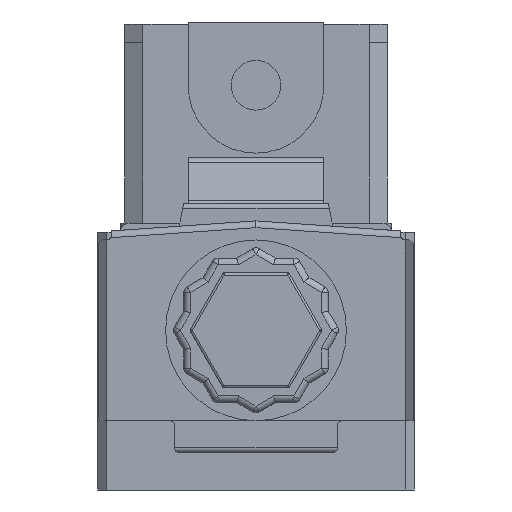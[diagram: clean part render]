
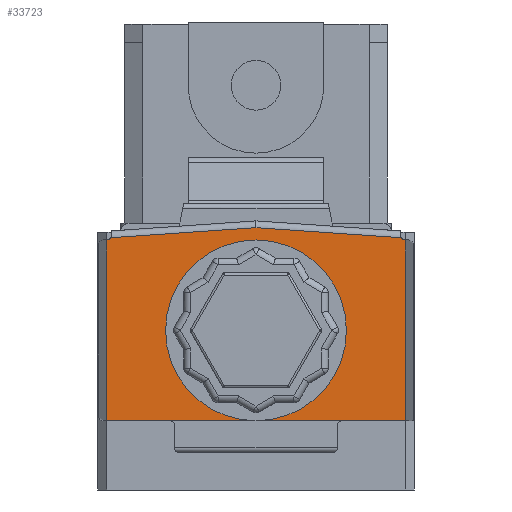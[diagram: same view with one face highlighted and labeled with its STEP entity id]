
A CAD part, left-side view. The second image highlights one B-rep face of the part: STEP entity #33723.
In plain terms, the highlighted planar face has unit normal (-1, 0, 0).
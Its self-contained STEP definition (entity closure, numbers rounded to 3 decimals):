
#360 = CARTESIAN_POINT ( 'NONE',  ( -93.5, -33., -14.2 ) ) ;
#501 = CARTESIAN_POINT ( 'NONE',  ( -93.5, 0.104, 28.518 ) ) ;
#741 = CIRCLE ( 'NONE', #25242, 20. ) ;
#1210 = CARTESIAN_POINT ( 'NONE',  ( -93.5, -33., 26.8 ) ) ;
#1841 = VECTOR ( 'NONE', #12398, 1000. ) ;
#1931 = DIRECTION ( 'NONE',  ( 0., -1., 0. ) ) ;
#2062 = DIRECTION ( 'NONE',  ( 0., -1., 0. ) ) ;
#2562 = EDGE_CURVE ( 'NONE', #32917, #28688, #29711, .T. ) ;
#3312 = LINE ( 'NONE', #501, #7701 ) ;
#3559 = CARTESIAN_POINT ( 'NONE',  ( -93.5, 0., 28.511 ) ) ;
#4005 = DIRECTION ( 'NONE',  ( 0., 0.998, -0.069 ) ) ;
#4288 = ORIENTED_EDGE ( 'NONE', *, *, #2562, .T. ) ;
#4554 = ORIENTED_EDGE ( 'NONE', *, *, #23936, .T. ) ;
#4666 = VERTEX_POINT ( 'NONE', #3559 ) ;
#4700 = DIRECTION ( 'NONE',  ( 1., 0., 0. ) ) ;
#4794 = ORIENTED_EDGE ( 'NONE', *, *, #20685, .F. ) ;
#5129 = AXIS2_PLACEMENT_3D ( 'NONE', #23807, #17654, #20631 ) ;
#5303 = VERTEX_POINT ( 'NONE', #15823 ) ;
#6755 = EDGE_CURVE ( 'NONE', #5303, #28688, #13826, .T. ) ;
#6840 = ORIENTED_EDGE ( 'NONE', *, *, #35231, .T. ) ;
#6896 = CARTESIAN_POINT ( 'NONE',  ( -93.5, 32.142, 26.287 ) ) ;
#7108 = DIRECTION ( 'NONE',  ( -1., 0., 0. ) ) ;
#7187 = EDGE_CURVE ( 'NONE', #4666, #25788, #27209, .T. ) ;
#7276 = VECTOR ( 'NONE', #16985, 1000. ) ;
#7629 = DIRECTION ( 'NONE',  ( 0., 0., 1. ) ) ;
#7701 = VECTOR ( 'NONE', #34763, 1000. ) ;
#8759 = VECTOR ( 'NONE', #16008, 1000. ) ;
#8814 = VERTEX_POINT ( 'NONE', #21548 ) ;
#8981 = ORIENTED_EDGE ( 'NONE', *, *, #6755, .T. ) ;
#9461 = ORIENTED_EDGE ( 'NONE', *, *, #10664, .T. ) ;
#10664 = EDGE_CURVE ( 'NONE', #8814, #4666, #3312, .T. ) ;
#12398 = DIRECTION ( 'NONE',  ( 0., 0., 1. ) ) ;
#12694 = VECTOR ( 'NONE', #4005, 1000. ) ;
#12989 = CARTESIAN_POINT ( 'NONE',  ( -93.5, 31.896, 26.304 ) ) ;
#13586 = AXIS2_PLACEMENT_3D ( 'NONE', #29689, #21410, #1931 ) ;
#13826 = LINE ( 'NONE', #22764, #7276 ) ;
#14345 = CARTESIAN_POINT ( 'NONE',  ( -93.5, 0., 25.8 ) ) ;
#14646 = CIRCLE ( 'NONE', #25380, 1. ) ;
#14706 = ORIENTED_EDGE ( 'NONE', *, *, #21736, .T. ) ;
#15823 = CARTESIAN_POINT ( 'NONE',  ( -93.5, 33., -14.2 ) ) ;
#16008 = DIRECTION ( 'NONE',  ( 0., -1., 0. ) ) ;
#16153 = ORIENTED_EDGE ( 'NONE', *, *, #37036, .T. ) ;
#16500 = ORIENTED_EDGE ( 'NONE', *, *, #7187, .T. ) ;
#16985 = DIRECTION ( 'NONE',  ( 0., -1., 0. ) ) ;
#17654 = DIRECTION ( 'NONE',  ( 1., 0., 0. ) ) ;
#20580 = VECTOR ( 'NONE', #7629, 1000. ) ;
#20631 = DIRECTION ( 'NONE',  ( 0., 0., 1. ) ) ;
#20685 = EDGE_CURVE ( 'NONE', #5303, #25600, #32432, .T. ) ;
#21410 = DIRECTION ( 'NONE',  ( 1., 0., 0. ) ) ;
#21463 = CARTESIAN_POINT ( 'NONE',  ( -93.5, -33., -32.2 ) ) ;
#21548 = CARTESIAN_POINT ( 'NONE',  ( -93.5, -32.142, 26.287 ) ) ;
#21666 = AXIS2_PLACEMENT_3D ( 'NONE', #32206, #7108, #35734 ) ;
#21736 = EDGE_CURVE ( 'NONE', #28688, #32917, #741, .T. ) ;
#21794 = DIRECTION ( 'NONE',  ( 0., 0., 1. ) ) ;
#22400 = CARTESIAN_POINT ( 'NONE',  ( -93.5, -33., 25.8 ) ) ;
#22764 = CARTESIAN_POINT ( 'NONE',  ( -93.5, 34.75, -14.2 ) ) ;
#23023 = CIRCLE ( 'NONE', #5129, 1. ) ;
#23807 = CARTESIAN_POINT ( 'NONE',  ( -93.5, 33., 26.8 ) ) ;
#23936 = EDGE_CURVE ( 'NONE', #28724, #8814, #14646, .T. ) ;
#24290 = CARTESIAN_POINT ( 'NONE',  ( -93.5, 0., -14.2 ) ) ;
#24304 = PLANE ( 'NONE',  #21666 ) ;
#24915 = CARTESIAN_POINT ( 'NONE',  ( -93.5, 0., 5.8 ) ) ;
#25242 = AXIS2_PLACEMENT_3D ( 'NONE', #24915, #4700, #2062 ) ;
#25380 = AXIS2_PLACEMENT_3D ( 'NONE', #1210, #29692, #21794 ) ;
#25600 = VERTEX_POINT ( 'NONE', #30526 ) ;
#25788 = VERTEX_POINT ( 'NONE', #6896 ) ;
#26615 = CARTESIAN_POINT ( 'NONE',  ( -93.5, 33., -32.2 ) ) ;
#27209 = LINE ( 'NONE', #12989, #12694 ) ;
#28688 = VERTEX_POINT ( 'NONE', #24290 ) ;
#28724 = VERTEX_POINT ( 'NONE', #22400 ) ;
#29537 = EDGE_LOOP ( 'NONE', ( #4554, #9461, #16500, #32872, #4794, #8981, #14706, #4288, #16153, #6840 ) ) ;
#29689 = CARTESIAN_POINT ( 'NONE',  ( -93.5, 0., 5.8 ) ) ;
#29692 = DIRECTION ( 'NONE',  ( 1., 0., 0. ) ) ;
#29711 = CIRCLE ( 'NONE', #13586, 20. ) ;
#30294 = LINE ( 'NONE', #21463, #20580 ) ;
#30526 = CARTESIAN_POINT ( 'NONE',  ( -93.5, 33., 25.8 ) ) ;
#30823 = CARTESIAN_POINT ( 'NONE',  ( -93.5, 34.75, -14.2 ) ) ;
#32206 = CARTESIAN_POINT ( 'NONE',  ( -93.5, 0., 5.8 ) ) ;
#32432 = LINE ( 'NONE', #26615, #1841 ) ;
#32872 = ORIENTED_EDGE ( 'NONE', *, *, #36661, .T. ) ;
#32917 = VERTEX_POINT ( 'NONE', #14345 ) ;
#33723 = ADVANCED_FACE ( 'NONE', ( #35007 ), #24304, .T. ) ;
#34763 = DIRECTION ( 'NONE',  ( 0., 0.998, 0.069 ) ) ;
#35007 = FACE_OUTER_BOUND ( 'NONE', #29537, .T. ) ;
#35231 = EDGE_CURVE ( 'NONE', #36159, #28724, #30294, .T. ) ;
#35734 = DIRECTION ( 'NONE',  ( 0., 1., 0. ) ) ;
#36159 = VERTEX_POINT ( 'NONE', #360 ) ;
#36427 = LINE ( 'NONE', #30823, #8759 ) ;
#36661 = EDGE_CURVE ( 'NONE', #25788, #25600, #23023, .T. ) ;
#37036 = EDGE_CURVE ( 'NONE', #28688, #36159, #36427, .T. ) ;
